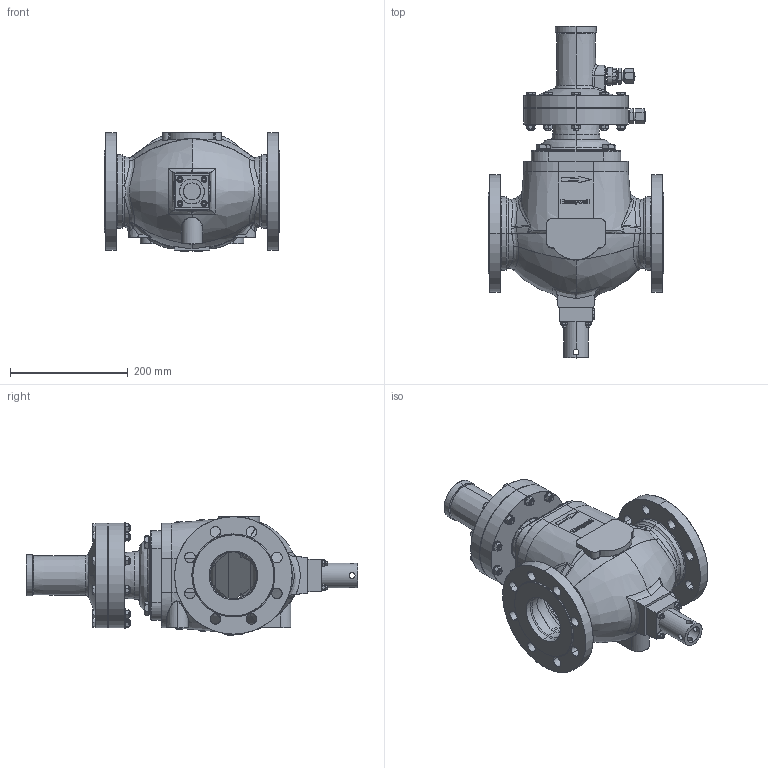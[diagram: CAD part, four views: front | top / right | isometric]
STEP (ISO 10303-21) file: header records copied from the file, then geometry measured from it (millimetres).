
FILE_DESCRIPTION (( 'STEP AP214' ), '1' );
FILE_NAME ('MB_HON720_DN_80_PN_16_K4.STEP', '2017-03-09T10:29:54', ( '' ), ( '' ), 'SwSTEP 2.0', 'SolidWorks 2015', '' );
FILE_SCHEMA (( 'AUTOMOTIVE_DESIGN' ));
Length unit declared in the file: millimetre
Products named in the file (1): MB_HON720_DN_80_PN_16_K4
Bounding box: 298 x 564.88 x 202 mm (x, y, z)
Surface area: 589163.2 mm2 (no closed solid volume)
Topology: 0 solids, 1114 shells, 1514 faces, 6489 edges, 6094 vertices
Faces by surface type: plane 529, bspline 426, cylinder 320, cone 239
Entity records: 162095 total; most frequent: CARTESIAN_POINT 116313, ORIENTED_EDGE 7426, DIRECTION 7106, EDGE_CURVE 6479, VERTEX_POINT 6094, B_SPLINE_CURVE_WITH_KNOTS 2843, AXIS2_PLACEMENT_3D 2400, LINE 2306
